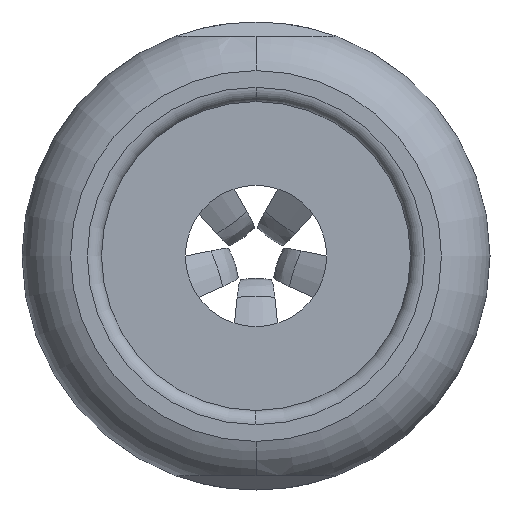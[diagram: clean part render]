
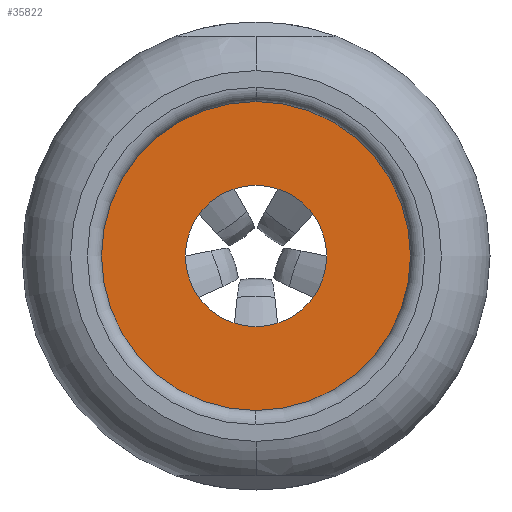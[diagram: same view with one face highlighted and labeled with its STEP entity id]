
A CAD part, front view. The second image highlights one B-rep face of the part: STEP entity #35822.
In plain terms, the highlighted planar face has unit normal (0, -1, 0).
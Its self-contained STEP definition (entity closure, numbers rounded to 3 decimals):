
#10119=CARTESIAN_POINT('',(0.,-23.525,0.));
#10120=DIRECTION('',(0.,1.,0.));
#10121=DIRECTION('',(1.,0.,0.));
#10122=AXIS2_PLACEMENT_3D('',#10119,#10120,#10121);
#10124=CARTESIAN_POINT('',(0.,-23.525,0.));
#10125=DIRECTION('',(0.,-1.,0.));
#10126=DIRECTION('',(1.,0.,0.));
#10127=AXIS2_PLACEMENT_3D('',#10124,#10125,#10126);
#10129=CARTESIAN_POINT('',(0.,-23.525,0.));
#10130=DIRECTION('',(0.,-1.,0.));
#10131=DIRECTION('',(1.,0.,0.));
#10132=AXIS2_PLACEMENT_3D('',#10129,#10130,#10131);
#10142=CARTESIAN_POINT('',(0.,-23.525,0.));
#10143=DIRECTION('',(0.,1.,0.));
#10144=DIRECTION('',(1.,0.,0.));
#10145=AXIS2_PLACEMENT_3D('',#10142,#10143,#10144);
#19430=CARTESIAN_POINT('',(9.45,-23.525,0.));
#19432=VERTEX_POINT('',#19430);
#19434=CARTESIAN_POINT('',(-9.45,-23.525,0.));
#19436=VERTEX_POINT('',#19434);
#19438=CARTESIAN_POINT('',(4.,-23.525,0.));
#19439=CARTESIAN_POINT('',(-4.,-23.525,0.));
#19440=VERTEX_POINT('',#19438);
#19441=VERTEX_POINT('',#19439);
#35807=CARTESIAN_POINT('',(0.,-23.525,0.));
#35808=DIRECTION('',(0.,-1.,0.));
#35809=DIRECTION('',(-1.,0.,0.));
#35810=AXIS2_PLACEMENT_3D('',#35807,#35808,#35809);
#35811=PLANE('',#35810);
#35813=ORIENTED_EDGE('',*,*,#35812,.F.);
#35815=ORIENTED_EDGE('',*,*,#35814,.T.);
#35816=EDGE_LOOP('',(#35813,#35815));
#35817=FACE_OUTER_BOUND('',#35816,.F.);
#35818=ORIENTED_EDGE('',*,*,#35774,.F.);
#35819=ORIENTED_EDGE('',*,*,#35789,.T.);
#35820=EDGE_LOOP('',(#35818,#35819));
#35821=FACE_BOUND('',#35820,.F.);
#35822=ADVANCED_FACE('',(#35817,#35821),#35811,.T.);
#10123=CIRCLE('',#10122,4.);
#10128=CIRCLE('',#10127,4.);
#10133=CIRCLE('',#10132,9.45);
#10146=CIRCLE('',#10145,9.45);
#35774=EDGE_CURVE('',#19440,#19441,#10123,.T.);
#35789=EDGE_CURVE('',#19440,#19441,#10128,.T.);
#35812=EDGE_CURVE('',#19432,#19436,#10133,.T.);
#35814=EDGE_CURVE('',#19432,#19436,#10146,.T.);
